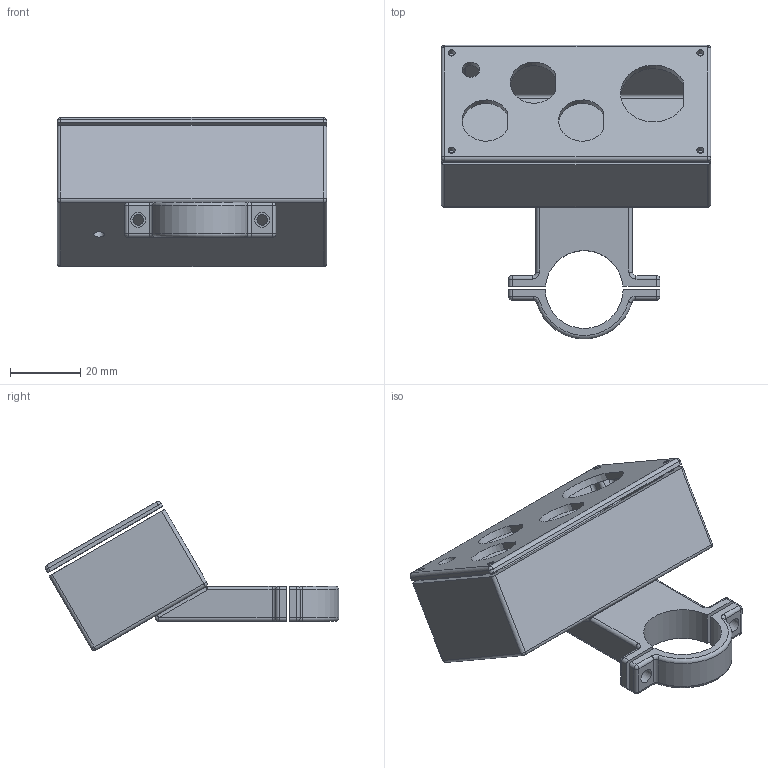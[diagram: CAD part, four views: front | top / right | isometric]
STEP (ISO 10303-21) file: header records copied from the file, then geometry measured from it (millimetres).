
FILE_DESCRIPTION (( 'STEP AP214' ), '1' );
FILE_NAME ('MB2_Case.STEP', '2024-03-25T05:47:17', ( '' ), ( '' ), 'SwSTEP 2.0', 'SolidWorks 2024', '' );
FILE_SCHEMA (( 'AUTOMOTIVE_DESIGN' ));
Length unit declared in the file: millimetre
Products named in the file (4): hb_mount_bottom; MB2_Case; case-bottom; hb_mount_top
Assembly tree (3 placements, depth 2):
  MB2_Case
    hb_mount_top
    hb_mount_bottom
    case-bottom
Bounding box: 77.08 x 83.85 x 42.57 mm (x, y, z)
Volume: 30532.6 mm3; surface area: 26425.5 mm2
Topology: 4 solids, 4 shells, 184 faces, 446 edges, 249 vertices
Faces by surface type: cylinder 92, plane 52, sphere 26, torus 14
Full cylindrical faces by diameter (mm): 2 x8, 3 x3, 4.2 x2, 5 x1
Entity records: 5155 total; most frequent: DIRECTION 971, CARTESIAN_POINT 829, ORIENTED_EDGE 790, EDGE_CURVE 395, AXIS2_PLACEMENT_3D 388, VERTEX_POINT 238, EDGE_LOOP 231, CIRCLE 198
